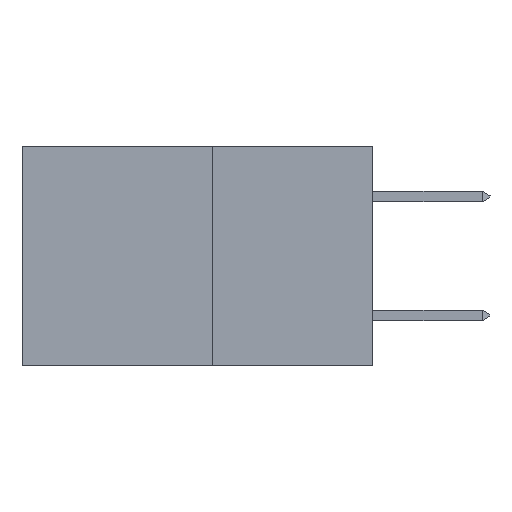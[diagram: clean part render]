
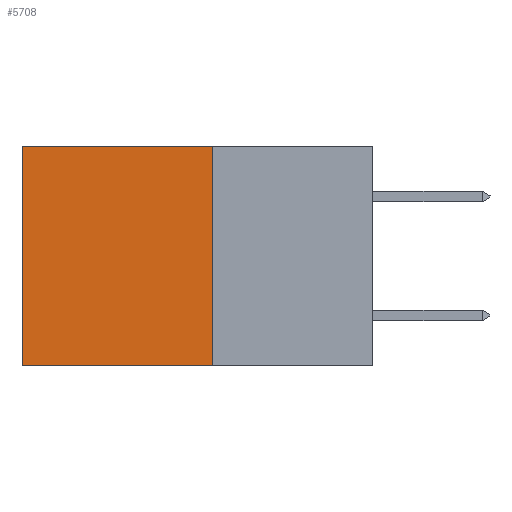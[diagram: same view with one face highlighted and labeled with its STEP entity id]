
A CAD part, left-side view. The second image highlights one B-rep face of the part: STEP entity #5708.
In plain terms, the highlighted planar face has unit normal (-1, 0, 0).
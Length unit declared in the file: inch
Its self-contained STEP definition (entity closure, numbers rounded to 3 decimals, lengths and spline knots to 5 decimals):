
#10 = VECTOR ( 'NONE', #7223, 39.37008 ) ;
#40 = VECTOR ( 'NONE', #4304, 39.37008 ) ;
#659 = VERTEX_POINT ( 'NONE', #5366 ) ;
#1170 = DIRECTION ( 'NONE',  ( 0., 0., -1. ) ) ;
#1297 = FACE_OUTER_BOUND ( 'NONE', #6056, .T. ) ;
#1409 = CARTESIAN_POINT ( 'NONE',  ( 0.277, 0.27, -0.37 ) ) ;
#2043 = VERTEX_POINT ( 'NONE', #7677 ) ;
#2293 = DIRECTION ( 'NONE',  ( 1., 0., 0. ) ) ;
#2660 = LINE ( 'NONE', #6342, #5897 ) ;
#2716 = DIRECTION ( 'NONE',  ( 0., 1., 0. ) ) ;
#2991 = CARTESIAN_POINT ( 'NONE',  ( 0.277, 0.27, -0.37 ) ) ;
#3075 = EDGE_CURVE ( 'NONE', #3297, #3769, #5026, .T. ) ;
#3297 = VERTEX_POINT ( 'NONE', #4068 ) ;
#3412 = ORIENTED_EDGE ( 'NONE', *, *, #3075, .F. ) ;
#3505 = ORIENTED_EDGE ( 'NONE', *, *, #4537, .T. ) ;
#3769 = VERTEX_POINT ( 'NONE', #2991 ) ;
#4068 = CARTESIAN_POINT ( 'NONE',  ( 0.277, 0.27, 0. ) ) ;
#4177 = EDGE_CURVE ( 'NONE', #2043, #659, #7076, .T. ) ;
#4213 = CARTESIAN_POINT ( 'NONE',  ( 0.277, 0.59, -0.37 ) ) ;
#4294 = DIRECTION ( 'NONE',  ( 0., 0., -1. ) ) ;
#4304 = DIRECTION ( 'NONE',  ( 0., 1., 0. ) ) ;
#4537 = EDGE_CURVE ( 'NONE', #3297, #2043, #2660, .T. ) ;
#5026 = LINE ( 'NONE', #5767, #10 ) ;
#5226 = PLANE ( 'NONE',  #7340 ) ;
#5366 = CARTESIAN_POINT ( 'NONE',  ( 0.277, 0.59, -0.37 ) ) ;
#5375 = ORIENTED_EDGE ( 'NONE', *, *, #7462, .F. ) ;
#5708 = ADVANCED_FACE ( 'NONE', ( #1297 ), #5226, .F. ) ;
#5767 = CARTESIAN_POINT ( 'NONE',  ( 0.277, 0.27, -0.37 ) ) ;
#5897 = VECTOR ( 'NONE', #2716, 39.37008 ) ;
#6056 = EDGE_LOOP ( 'NONE', ( #7268, #5375, #3412, #3505 ) ) ;
#6342 = CARTESIAN_POINT ( 'NONE',  ( 0.277, 0.27, 0. ) ) ;
#6380 = VECTOR ( 'NONE', #4294, 39.37008 ) ;
#6671 = CARTESIAN_POINT ( 'NONE',  ( 0.277, 0.27, -0.37 ) ) ;
#6677 = LINE ( 'NONE', #6671, #40 ) ;
#7076 = LINE ( 'NONE', #4213, #6380 ) ;
#7223 = DIRECTION ( 'NONE',  ( 0., 0., -1. ) ) ;
#7268 = ORIENTED_EDGE ( 'NONE', *, *, #4177, .T. ) ;
#7340 = AXIS2_PLACEMENT_3D ( 'NONE', #1409, #2293, #1170 ) ;
#7462 = EDGE_CURVE ( 'NONE', #3769, #659, #6677, .T. ) ;
#7677 = CARTESIAN_POINT ( 'NONE',  ( 0.277, 0.59, 0. ) ) ;
